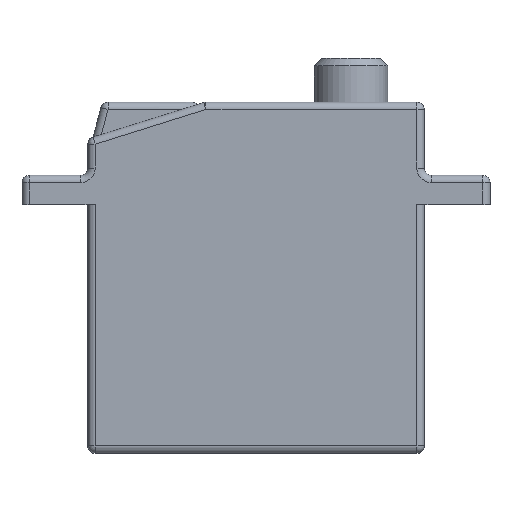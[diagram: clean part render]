
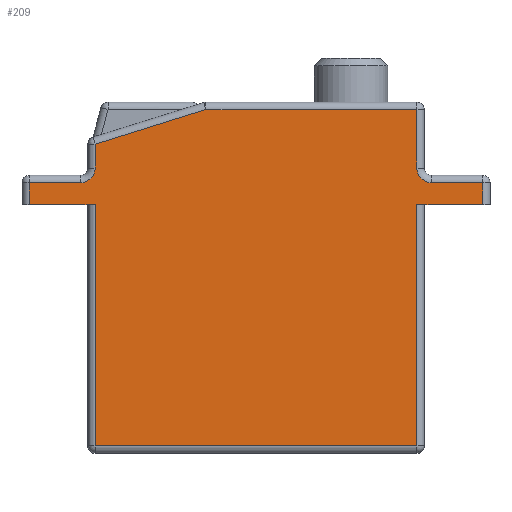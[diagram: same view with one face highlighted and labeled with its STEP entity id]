
A CAD part, top view. The second image highlights one B-rep face of the part: STEP entity #209.
In plain terms, the highlighted planar face has unit normal (0, 0, 1).
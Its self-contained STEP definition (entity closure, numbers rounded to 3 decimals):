
#125=CIRCLE('',#1282,1.);
#126=CIRCLE('',#1283,1.);
#209=ADVANCED_FACE('',(#314),#292,.F.);
#292=PLANE('',#1284);
#314=FACE_OUTER_BOUND('',#391,.T.);
#391=EDGE_LOOP('',(#540,#541,#542,#543,#544,#545,#546,#547,#548,#549,#550,
#551,#552,#553,#554));
#540=ORIENTED_EDGE('',*,*,#974,.F.);
#541=ORIENTED_EDGE('',*,*,#975,.T.);
#542=ORIENTED_EDGE('',*,*,#972,.F.);
#543=ORIENTED_EDGE('',*,*,#976,.T.);
#544=ORIENTED_EDGE('',*,*,#977,.T.);
#545=ORIENTED_EDGE('',*,*,#978,.T.);
#546=ORIENTED_EDGE('',*,*,#953,.F.);
#547=ORIENTED_EDGE('',*,*,#979,.T.);
#548=ORIENTED_EDGE('',*,*,#980,.T.);
#549=ORIENTED_EDGE('',*,*,#981,.T.);
#550=ORIENTED_EDGE('',*,*,#982,.T.);
#551=ORIENTED_EDGE('',*,*,#983,.T.);
#552=ORIENTED_EDGE('',*,*,#984,.T.);
#553=ORIENTED_EDGE('',*,*,#985,.T.);
#554=ORIENTED_EDGE('',*,*,#986,.F.);
#856=VERTEX_POINT('',#1941);
#857=VERTEX_POINT('',#1943);
#872=VERTEX_POINT('',#1980);
#873=VERTEX_POINT('',#1982);
#874=VERTEX_POINT('',#1986);
#875=VERTEX_POINT('',#1987);
#876=VERTEX_POINT('',#1990);
#877=VERTEX_POINT('',#1992);
#878=VERTEX_POINT('',#1995);
#879=VERTEX_POINT('',#1997);
#880=VERTEX_POINT('',#1999);
#881=VERTEX_POINT('',#2001);
#882=VERTEX_POINT('',#2003);
#883=VERTEX_POINT('',#2005);
#884=VERTEX_POINT('',#2007);
#953=EDGE_CURVE('',#856,#857,#1118,.T.);
#972=EDGE_CURVE('',#872,#873,#1132,.T.);
#974=EDGE_CURVE('',#874,#875,#1133,.T.);
#975=EDGE_CURVE('',#874,#873,#1134,.T.);
#976=EDGE_CURVE('',#872,#876,#1135,.T.);
#977=EDGE_CURVE('',#876,#877,#1136,.T.);
#978=EDGE_CURVE('',#877,#857,#1137,.T.);
#979=EDGE_CURVE('',#856,#878,#1138,.T.);
#980=EDGE_CURVE('',#878,#879,#1139,.T.);
#981=EDGE_CURVE('',#879,#880,#125,.T.);
#982=EDGE_CURVE('',#880,#881,#1140,.T.);
#983=EDGE_CURVE('',#881,#882,#1141,.T.);
#984=EDGE_CURVE('',#882,#883,#1142,.T.);
#985=EDGE_CURVE('',#883,#884,#1143,.T.);
#986=EDGE_CURVE('',#875,#884,#126,.T.);
#1118=LINE('',#1942,#1205);
#1132=LINE('',#1981,#1219);
#1133=LINE('',#1985,#1220);
#1134=LINE('',#1988,#1221);
#1135=LINE('',#1989,#1222);
#1136=LINE('',#1991,#1223);
#1137=LINE('',#1993,#1224);
#1138=LINE('',#1994,#1225);
#1139=LINE('',#1996,#1226);
#1140=LINE('',#2000,#1227);
#1141=LINE('',#2002,#1228);
#1142=LINE('',#2004,#1229);
#1143=LINE('',#2006,#1230);
#1205=VECTOR('',#1492,1.);
#1219=VECTOR('',#1524,1.);
#1220=VECTOR('',#1529,1.);
#1221=VECTOR('',#1530,1.);
#1222=VECTOR('',#1531,1.);
#1223=VECTOR('',#1532,1.);
#1224=VECTOR('',#1533,1.);
#1225=VECTOR('',#1534,1.);
#1226=VECTOR('',#1535,1.);
#1227=VECTOR('',#1538,1.);
#1228=VECTOR('',#1539,1.);
#1229=VECTOR('',#1540,1.);
#1230=VECTOR('',#1541,1.);
#1282=AXIS2_PLACEMENT_3D('',#1998,#1536,#1537);
#1283=AXIS2_PLACEMENT_3D('',#2008,#1542,#1543);
#1284=AXIS2_PLACEMENT_3D('',#2009,#1544,#1545);
#1492=DIRECTION('',(-1.,0.,0.));
#1524=DIRECTION('',(-1.,0.,0.));
#1529=DIRECTION('',(1.,0.,0.));
#1530=DIRECTION('',(0.,-1.,0.));
#1531=DIRECTION('',(0.,-1.,0.));
#1532=DIRECTION('',(1.,0.,0.));
#1533=DIRECTION('',(0.,1.,0.));
#1534=DIRECTION('',(0.,1.,0.));
#1535=DIRECTION('',(-1.,0.,0.));
#1536=DIRECTION('',(0.,0.,-1.));
#1537=DIRECTION('',(-1.,0.,0.));
#1538=DIRECTION('',(0.,1.,0.));
#1539=DIRECTION('',(-1.,0.,0.));
#1540=DIRECTION('',(-0.954,-0.298,0.));
#1541=DIRECTION('',(0.,-1.,0.));
#1542=DIRECTION('',(0.,0.,1.));
#1543=DIRECTION('',(-1.,0.,0.));
#1544=DIRECTION('',(0.,0.,-1.));
#1545=DIRECTION('',(-1.,0.,0.));
#1941=CARTESIAN_POINT('',(27.,17.,12.));
#1942=CARTESIAN_POINT('',(27.5,17.,12.));
#1943=CARTESIAN_POINT('',(22.5,17.,12.));
#1980=CARTESIAN_POINT('',(0.5,17.,12.));
#1981=CARTESIAN_POINT('',(0.,17.,12.));
#1982=CARTESIAN_POINT('',(-4.,17.,12.));
#1985=CARTESIAN_POINT('',(-4.5,18.5,12.));
#1986=CARTESIAN_POINT('',(-4.,18.5,12.));
#1987=CARTESIAN_POINT('',(-0.5,18.5,12.));
#1988=CARTESIAN_POINT('',(-4.,17.,12.));
#1989=CARTESIAN_POINT('',(0.5,0.,12.));
#1990=CARTESIAN_POINT('',(0.5,0.5,12.));
#1991=CARTESIAN_POINT('',(23.,0.5,12.));
#1992=CARTESIAN_POINT('',(22.5,0.5,12.));
#1993=CARTESIAN_POINT('',(22.5,17.,12.));
#1994=CARTESIAN_POINT('',(27.,19.,12.));
#1995=CARTESIAN_POINT('',(27.,18.5,12.));
#1996=CARTESIAN_POINT('',(23.,18.5,12.));
#1997=CARTESIAN_POINT('',(23.5,18.5,12.));
#1998=CARTESIAN_POINT('',(23.5,19.5,12.));
#1999=CARTESIAN_POINT('',(22.5,19.5,12.));
#2000=CARTESIAN_POINT('',(22.5,24.,12.));
#2001=CARTESIAN_POINT('',(22.5,23.5,12.));
#2002=CARTESIAN_POINT('',(8.,23.5,12.));
#2003=CARTESIAN_POINT('',(8.076,23.5,12.));
#2004=CARTESIAN_POINT('',(0.149,21.023,12.));
#2005=CARTESIAN_POINT('',(0.5,21.132,12.));
#2006=CARTESIAN_POINT('',(0.5,19.,12.));
#2007=CARTESIAN_POINT('',(0.5,19.5,12.));
#2008=CARTESIAN_POINT('',(-0.5,19.5,12.));
#2009=CARTESIAN_POINT('',(0.,0.,12.));
